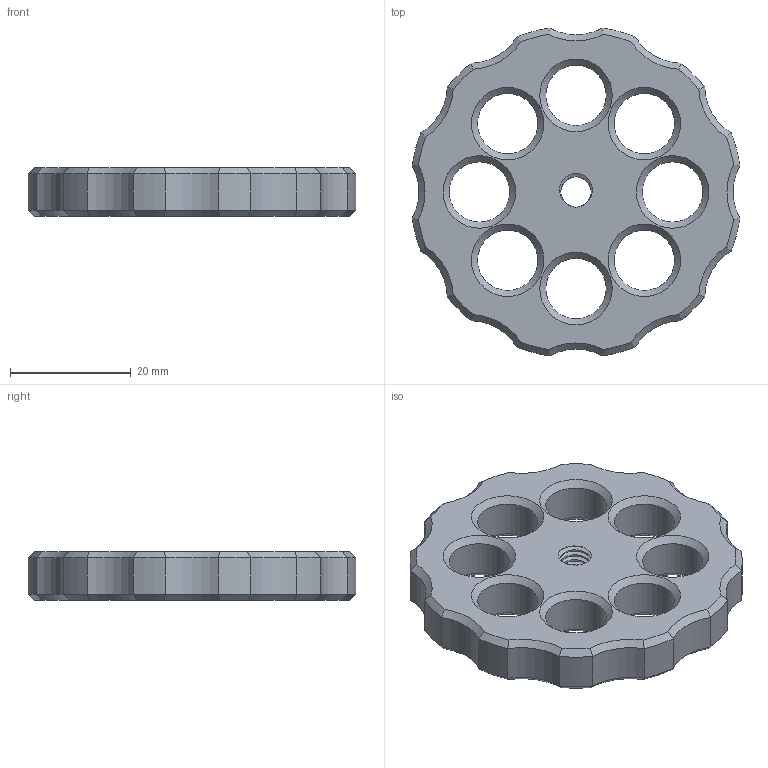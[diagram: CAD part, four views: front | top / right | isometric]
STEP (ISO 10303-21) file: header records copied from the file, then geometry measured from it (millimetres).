
FILE_DESCRIPTION(/* description */ (''),/* implementation_level */ '2;1');
FILE_NAME(/* name */ 'Roue serrage haute v2.step',/* time_stamp */ '2020-04-29T15:48:41+02:00',/* author */ (''),/* organization */ (''),/* preprocessor_version */ 'ST-DEVELOPER v18.1',/* originating_system */ 'Autodesk Translation Framework v9.2.0.1227',/* authorisation */ '');
FILE_SCHEMA (('AUTOMOTIVE_DESIGN { 1 0 10303 214 3 1 1 }'));
Length unit declared in the file: millimetre
Products named in the file (1): Roue serrage haute
Bounding box: 54.29 x 54.29 x 8 mm (x, y, z)
Volume: 12533.4 mm3; surface area: 6426 mm2
Topology: 1 solids, 1 shells, 121 faces, 287 edges, 168 vertices
Faces by surface type: cone 64, cylinder 53, plane 2, bspline 2
Full cylindrical faces by diameter (mm): 5.035 x9, 6.147 x8, 10 x8
Entity records: 4792 total; most frequent: CARTESIAN_POINT 2029, ORIENTED_EDGE 574, DIRECTION 571, EDGE_CURVE 287, AXIS2_PLACEMENT_3D 252, VERTEX_POINT 168, EDGE_LOOP 139, CIRCLE 132
